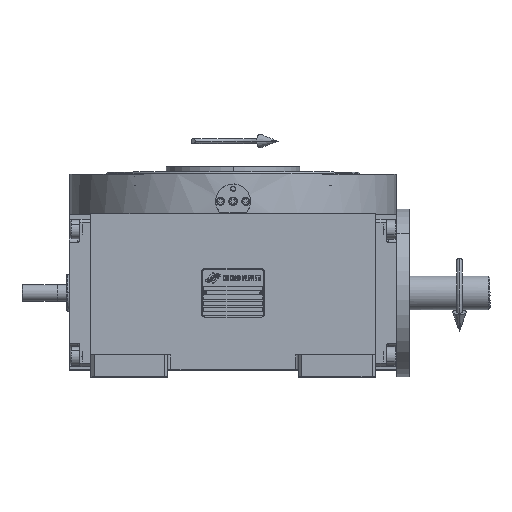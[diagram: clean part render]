
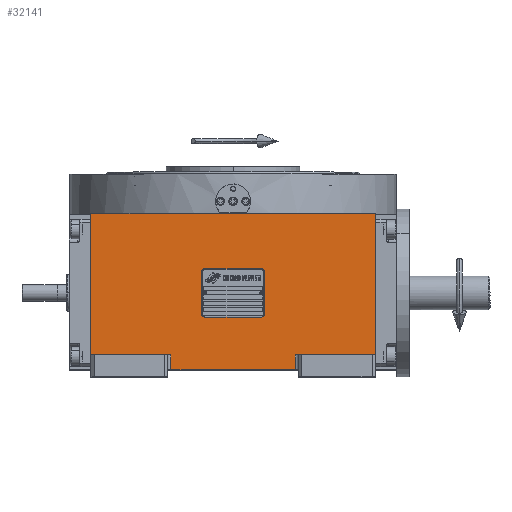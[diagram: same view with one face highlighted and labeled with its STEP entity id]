
A CAD part, top view. The second image highlights one B-rep face of the part: STEP entity #32141.
In plain terms, the highlighted planar face has unit normal (0, 0, 1).
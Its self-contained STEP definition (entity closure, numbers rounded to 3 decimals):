
#2180 = EDGE_CURVE ( 'NONE', #23056, #65209, #6567, .T. ) ;
#2370 = VECTOR ( 'NONE', #9649, 1000. ) ;
#3108 = DIRECTION ( 'NONE',  ( 1., 0., 0. ) ) ;
#4564 = CARTESIAN_POINT ( 'NONE',  ( 135., -59., 226. ) ) ;
#4610 = ORIENTED_EDGE ( 'NONE', *, *, #59383, .F. ) ;
#6158 = DIRECTION ( 'NONE',  ( 0., -1., 0. ) ) ;
#6567 = LINE ( 'NONE', #54860, #67436 ) ;
#8158 = ORIENTED_EDGE ( 'NONE', *, *, #63581, .F. ) ;
#8239 = VERTEX_POINT ( 'NONE', #46448 ) ;
#9334 = LINE ( 'NONE', #43017, #69199 ) ;
#9505 = DIRECTION ( 'NONE',  ( 1., 0., 0. ) ) ;
#9522 = DIRECTION ( 'NONE',  ( 0., 1., 0. ) ) ;
#9649 = DIRECTION ( 'NONE',  ( 1., 0., 0. ) ) ;
#10009 = CARTESIAN_POINT ( 'NONE',  ( -135., -59., 226. ) ) ;
#10794 = ORIENTED_EDGE ( 'NONE', *, *, #43479, .T. ) ;
#11256 = VECTOR ( 'NONE', #9505, 1000. ) ;
#13415 = CARTESIAN_POINT ( 'NONE',  ( -135., 75., 226. ) ) ;
#14056 = CARTESIAN_POINT ( 'NONE',  ( -135., -59., 226. ) ) ;
#17404 = CARTESIAN_POINT ( 'NONE',  ( 59., -73., 226. ) ) ;
#17565 = ORIENTED_EDGE ( 'NONE', *, *, #36766, .T. ) ;
#18373 = LINE ( 'NONE', #14056, #69127 ) ;
#18386 = EDGE_CURVE ( 'NONE', #65209, #8239, #20190, .T. ) ;
#20190 = LINE ( 'NONE', #4564, #69062 ) ;
#21630 = ORIENTED_EDGE ( 'NONE', *, *, #2180, .T. ) ;
#22481 = CARTESIAN_POINT ( 'NONE',  ( 59., -59., 226. ) ) ;
#22905 = VERTEX_POINT ( 'NONE', #17404 ) ;
#23056 = VERTEX_POINT ( 'NONE', #32463 ) ;
#25070 = DIRECTION ( 'NONE',  ( 0., 1., 0. ) ) ;
#26285 = PLANE ( 'NONE',  #32732 ) ;
#27097 = LINE ( 'NONE', #22481, #46141 ) ;
#27430 = CARTESIAN_POINT ( 'NONE',  ( 135., -59., 226. ) ) ;
#30732 = EDGE_LOOP ( 'NONE', ( #17565, #49840, #21630, #64024, #54537, #8158, #10794, #4610 ) ) ;
#32141 = ADVANCED_FACE ( 'NONE', ( #41928 ), #26285, .T. ) ;
#32463 = CARTESIAN_POINT ( 'NONE',  ( 59., -59., 226. ) ) ;
#32732 = AXIS2_PLACEMENT_3D ( 'NONE', #36251, #47611, #57934 ) ;
#36251 = CARTESIAN_POINT ( 'NONE',  ( -135., -73., 226. ) ) ;
#36766 = EDGE_CURVE ( 'NONE', #45803, #22905, #47497, .T. ) ;
#37737 = CARTESIAN_POINT ( 'NONE',  ( -135., -59., 226. ) ) ;
#38862 = DIRECTION ( 'NONE',  ( 1., 0., 0. ) ) ;
#41138 = EDGE_CURVE ( 'NONE', #67693, #8239, #51732, .T. ) ;
#41928 = FACE_OUTER_BOUND ( 'NONE', #30732, .T. ) ;
#43017 = CARTESIAN_POINT ( 'NONE',  ( -59., -73., 226. ) ) ;
#43479 = EDGE_CURVE ( 'NONE', #51579, #51303, #63989, .T. ) ;
#45803 = VERTEX_POINT ( 'NONE', #56775 ) ;
#46141 = VECTOR ( 'NONE', #6158, 1000. ) ;
#46448 = CARTESIAN_POINT ( 'NONE',  ( 135., 75., 226. ) ) ;
#47497 = LINE ( 'NONE', #58161, #11256 ) ;
#47611 = DIRECTION ( 'NONE',  ( 0., 0., 1. ) ) ;
#48339 = DIRECTION ( 'NONE',  ( 0., 1., 0. ) ) ;
#49840 = ORIENTED_EDGE ( 'NONE', *, *, #55666, .F. ) ;
#51303 = VERTEX_POINT ( 'NONE', #60314 ) ;
#51579 = VERTEX_POINT ( 'NONE', #37737 ) ;
#51732 = LINE ( 'NONE', #13415, #64426 ) ;
#54537 = ORIENTED_EDGE ( 'NONE', *, *, #41138, .F. ) ;
#54860 = CARTESIAN_POINT ( 'NONE',  ( 59., -59., 226. ) ) ;
#55666 = EDGE_CURVE ( 'NONE', #23056, #22905, #27097, .T. ) ;
#56775 = CARTESIAN_POINT ( 'NONE',  ( -59., -73., 226. ) ) ;
#57934 = DIRECTION ( 'NONE',  ( 1., 0., 0. ) ) ;
#58161 = CARTESIAN_POINT ( 'NONE',  ( -59., -73., 226. ) ) ;
#59383 = EDGE_CURVE ( 'NONE', #45803, #51303, #9334, .T. ) ;
#60314 = CARTESIAN_POINT ( 'NONE',  ( -59., -59., 226. ) ) ;
#63098 = CARTESIAN_POINT ( 'NONE',  ( -135., 75., 226. ) ) ;
#63581 = EDGE_CURVE ( 'NONE', #51579, #67693, #18373, .T. ) ;
#63989 = LINE ( 'NONE', #10009, #2370 ) ;
#64024 = ORIENTED_EDGE ( 'NONE', *, *, #18386, .T. ) ;
#64426 = VECTOR ( 'NONE', #3108, 1000. ) ;
#65209 = VERTEX_POINT ( 'NONE', #27430 ) ;
#67436 = VECTOR ( 'NONE', #38862, 1000. ) ;
#67693 = VERTEX_POINT ( 'NONE', #63098 ) ;
#69062 = VECTOR ( 'NONE', #9522, 1000. ) ;
#69127 = VECTOR ( 'NONE', #25070, 1000. ) ;
#69199 = VECTOR ( 'NONE', #48339, 1000. ) ;
